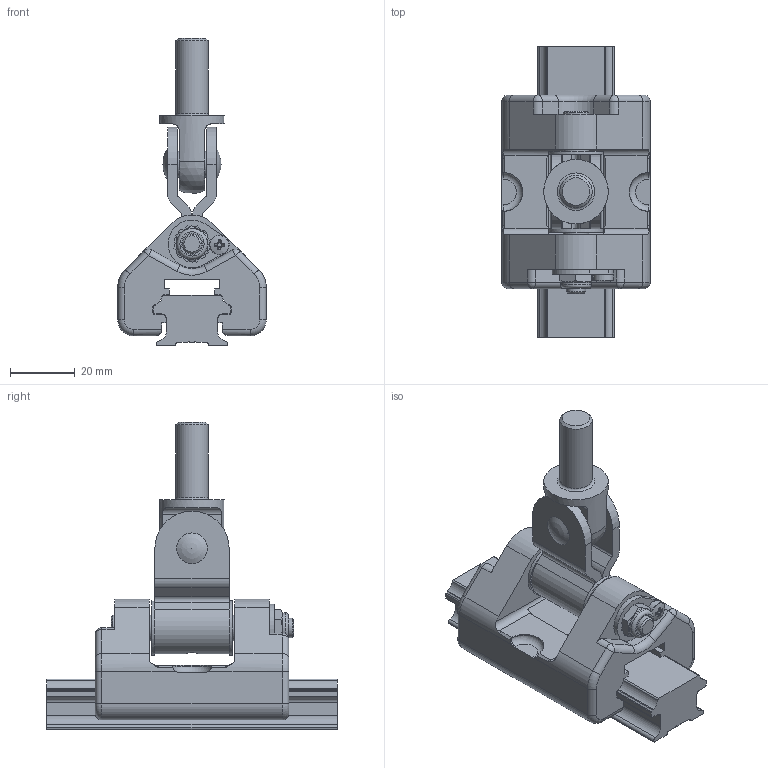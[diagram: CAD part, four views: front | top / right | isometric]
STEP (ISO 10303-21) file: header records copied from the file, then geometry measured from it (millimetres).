
FILE_DESCRIPTION(/* description */ (''),/* implementation_level */ '2;1');
FILE_NAME(/* name */ 'HS24.60J-10.stp',/* time_stamp */ '2021-04-12T15:15:56+02:00',/* author */ ('lucade'),/* organization */ (''),/* preprocessor_version */ 'ST-DEVELOPER v18.1',/* originating_system */ 'Autodesk Inventor 2021',/* authorisation */ '');
FILE_SCHEMA (('AUTOMOTIVE_DESIGN { 1 0 10303 214 3 1 1 }','AP242_MANAGED_MODEL_BASED_3D_ENGINEERING_MIM_LF { 1 0 10303 442 1 1 4 }'));
Length unit declared in the file: millimetre
Products named in the file (1): 20010204
Bounding box: 46 x 90 x 95.19 mm (x, y, z)
Volume: 82597.1 mm3; surface area: 34182.7 mm2
Topology: 5 solids, 11 shells, 564 faces, 1542 edges, 993 vertices
Faces by surface type: plane 200, cylinder 192, torus 95, cone 59, bspline 10, sphere 8
Full cylindrical faces by diameter (mm): 2.9 x6, 3 x1, 3.1 x6, 5.5 x4, 6 x3, 6.4 x1, 6.5 x1, 8 x2, 8.1 x3, 8.2 x3, 8.4 x2, 9.5 x1, 10 x2, 17 x2, 20 x1
Entity records: 19581 total; most frequent: CARTESIAN_POINT 5311, ORIENTED_EDGE 3068, DIRECTION 2996, EDGE_CURVE 1534, AXIS2_PLACEMENT_3D 1181, VERTEX_POINT 993, LINE 634, VECTOR 634
